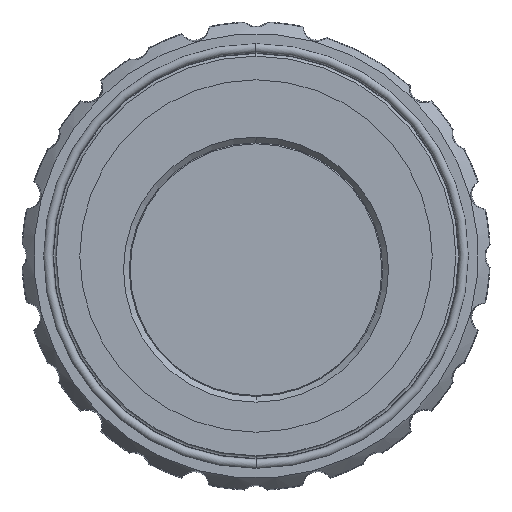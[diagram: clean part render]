
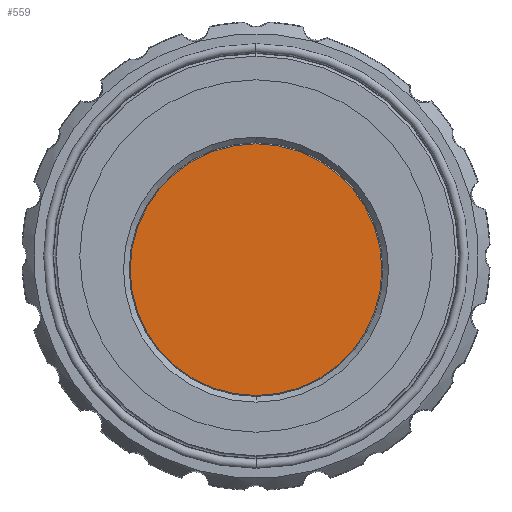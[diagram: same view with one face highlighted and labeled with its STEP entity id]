
A CAD part, left-side view. The second image highlights one B-rep face of the part: STEP entity #559.
In plain terms, the highlighted planar face has unit normal (-1, 0, 0).
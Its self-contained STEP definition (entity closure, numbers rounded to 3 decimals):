
#559=ADVANCED_FACE('',(#1381),#1382,.T.);
#1381=FACE_OUTER_BOUND('',#2474,.T.);
#1382=PLANE('',#2475);
#2474=EDGE_LOOP('',(#4080,#4081));
#2475=AXIS2_PLACEMENT_3D('',#4082,#4083,#4084);
#4080=ORIENTED_EDGE('',*,*,#7063,.T.);
#4081=ORIENTED_EDGE('',*,*,#7065,.T.);
#4082=CARTESIAN_POINT('',(-14.5,0.0,-56.075));
#4083=DIRECTION('',(-1.0,0.0,0.));
#4084=DIRECTION('',(0.,0.0,-1.0));
#7063=EDGE_CURVE('',#8643,#8646,#8648,.T.);
#7065=EDGE_CURVE('',#8646,#8643,#8650,.T.);
#8643=VERTEX_POINT('',#12904);
#8646=VERTEX_POINT('',#12908);
#8648=CIRCLE('',#12911,92.15);
#8650=CIRCLE('',#12913,92.15);
#12904=CARTESIAN_POINT('',(-14.5,0.0,-102.15));
#12908=CARTESIAN_POINT('',(-14.5,0.,82.15));
#12911=AXIS2_PLACEMENT_3D('',#15723,#15724,#15725);
#12913=AXIS2_PLACEMENT_3D('',#15726,#15727,#15728);
#15723=CARTESIAN_POINT('',(-14.5,0.0,-10.0));
#15724=DIRECTION('',(-1.0,0.0,0.0));
#15725=DIRECTION('',(0.0,0.0,-1.0));
#15726=CARTESIAN_POINT('',(-14.5,0.0,-10.0));
#15727=DIRECTION('',(-1.0,0.0,0.0));
#15728=DIRECTION('',(0.0,0.0,-1.0));
